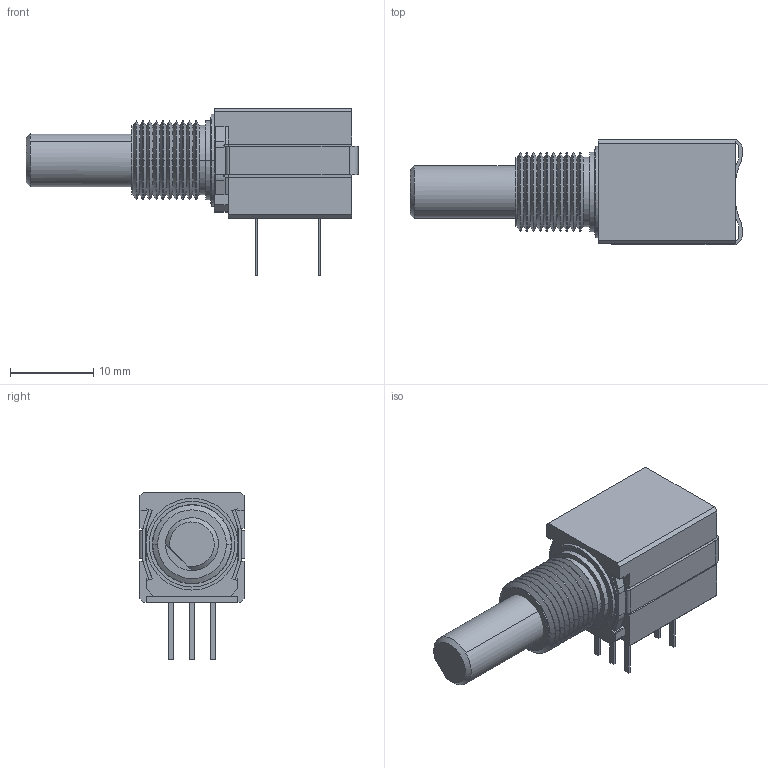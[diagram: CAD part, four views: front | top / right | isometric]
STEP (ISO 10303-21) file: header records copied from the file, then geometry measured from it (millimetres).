
FILE_DESCRIPTION((''),'2;1');
FILE_NAME('TRIM_BOURNS_56AAD-C28_Part1.stp','2012-07-05T17:05:53',(''),(''),'Mechanical Desktop 2011','Mechanical Desktop 2011',', , ');
FILE_SCHEMA(('AUTOMOTIVE_DESIGN { 1 2 10303 214 1 1 1 1 }'));
Length unit declared in the file: millimetre
Products named in the file (1): Product
Bounding box: 39.88 x 12.7 x 20.14 mm (x, y, z)
Volume: 3919.9 mm3; surface area: 5862.5 mm2
Topology: 39 solids, 39 shells, 330 faces, 701 edges, 450 vertices
Faces by surface type: plane 182, cylinder 80, cone 41, bspline 27
Entity records: 8895 total; most frequent: CARTESIAN_POINT 1635, DIRECTION 1510, ORIENTED_EDGE 1402, EDGE_CURVE 701, AXIS2_PLACEMENT_3D 511, VECTOR 488, LINE 488, VERTEX_POINT 450
